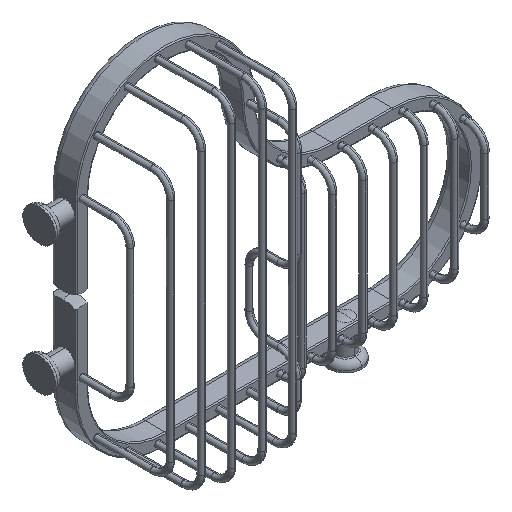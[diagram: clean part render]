
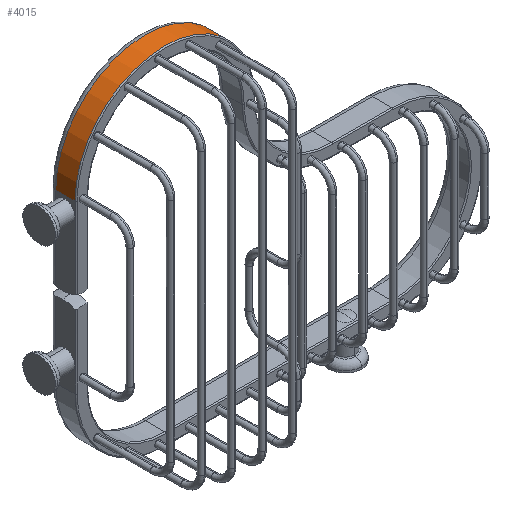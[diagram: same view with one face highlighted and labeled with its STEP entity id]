
A CAD part, isometric view. The second image highlights one B-rep face of the part: STEP entity #4015.
In plain terms, the highlighted cylindrical face has radius 44.094 mm (diameter 88.189 mm), a partial arc.
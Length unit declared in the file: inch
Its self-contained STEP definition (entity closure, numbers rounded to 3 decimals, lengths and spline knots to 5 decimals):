
#811=DIRECTION('',(0.,-1.,0.));
#812=VECTOR('',#811,0.374);
#813=CARTESIAN_POINT('',(-0.465,0.394,1.5));
#814=LINE('',#813,#812);
#820=CARTESIAN_POINT('',(-2.201,0.02,1.5));
#821=DIRECTION('',(0.,-1.,0.));
#822=DIRECTION('',(1.,0.,0.));
#823=AXIS2_PLACEMENT_3D('',#820,#821,#822);
#825=DIRECTION('',(0.,-1.,0.));
#826=VECTOR('',#825,0.374);
#827=CARTESIAN_POINT('',(-3.937,0.394,1.5));
#828=LINE('',#827,#826);
#829=CARTESIAN_POINT('',(-2.201,0.394,1.5));
#830=DIRECTION('',(0.,1.,0.));
#831=DIRECTION('',(-1.,0.,0.));
#832=AXIS2_PLACEMENT_3D('',#829,#830,#831);
#2608=CARTESIAN_POINT('',(-3.937,0.394,1.5));
#2610=VERTEX_POINT('',#2608);
#2612=CARTESIAN_POINT('',(-0.465,0.394,1.5));
#2614=VERTEX_POINT('',#2612);
#2689=CARTESIAN_POINT('',(-0.465,0.02,1.5));
#2690=VERTEX_POINT('',#2689);
#2693=CARTESIAN_POINT('',(-3.937,0.02,1.5));
#2694=VERTEX_POINT('',#2693);
#4002=CARTESIAN_POINT('',(-2.201,-1.,1.5));
#4003=DIRECTION('',(0.,1.,0.));
#4004=DIRECTION('',(1.,0.,0.));
#4005=AXIS2_PLACEMENT_3D('',#4002,#4003,#4004);
#4006=CYLINDRICAL_SURFACE('',#4005,1.736);
#4007=ORIENTED_EDGE('',*,*,#3495,.T.);
#4009=ORIENTED_EDGE('',*,*,#4008,.F.);
#4011=ORIENTED_EDGE('',*,*,#4010,.T.);
#4012=ORIENTED_EDGE('',*,*,#3995,.T.);
#4013=EDGE_LOOP('',(#4007,#4009,#4011,#4012));
#4014=FACE_OUTER_BOUND('',#4013,.F.);
#4015=ADVANCED_FACE('',(#4014),#4006,.T.);
#824=CIRCLE('',#823,1.736);
#833=CIRCLE('',#832,1.736);
#3495=EDGE_CURVE('',#2690,#2694,#824,.T.);
#3995=EDGE_CURVE('',#2614,#2690,#814,.T.);
#4008=EDGE_CURVE('',#2610,#2694,#828,.T.);
#4010=EDGE_CURVE('',#2610,#2614,#833,.T.);
